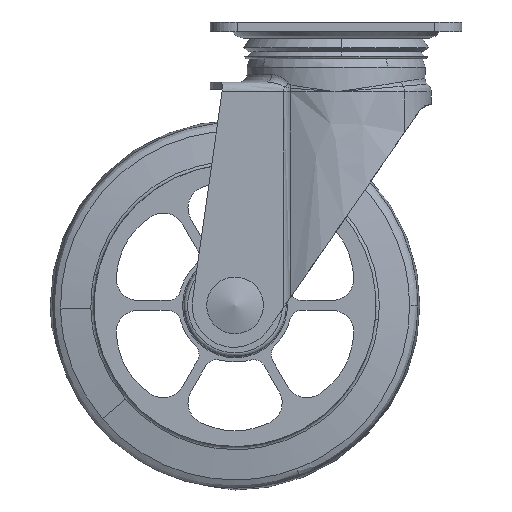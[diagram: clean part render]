
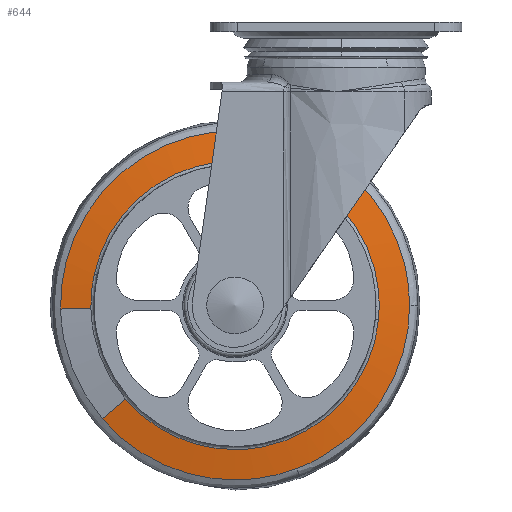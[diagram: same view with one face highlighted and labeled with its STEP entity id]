
A CAD part, front view. The second image highlights one B-rep face of the part: STEP entity #644.
In plain terms, the highlighted free-form (B-spline) face has degree [2, 1] with [9, 2] control points.
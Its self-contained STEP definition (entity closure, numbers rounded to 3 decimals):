
#446=CARTESIAN_POINT('',(-58.193,-16.918,-1.21));
#447=CARTESIAN_POINT('',(-58.766,-16.918,26.354));
#448=CARTESIAN_POINT('',(-37.802,-16.918,44.26));
#449=CARTESIAN_POINT('',(6.458,-16.918,82.061));
#450=CARTESIAN_POINT('',(44.26,-16.918,37.802));
#451=CARTESIAN_POINT('',(82.061,-16.918,-6.458));
#452=CARTESIAN_POINT('',(37.802,-16.918,-44.26));
#453=CARTESIAN_POINT('',(-6.458,-16.918,-82.061));
#454=CARTESIAN_POINT('',(-44.26,-16.918,-37.802));
#455=CARTESIAN_POINT('',(-71.116,-14.903,-1.479));
#456=CARTESIAN_POINT('',(-71.816,-14.903,32.207));
#457=CARTESIAN_POINT('',(-46.196,-14.903,54.089));
#458=CARTESIAN_POINT('',(7.893,-14.903,100.285));
#459=CARTESIAN_POINT('',(54.089,-14.903,46.196));
#460=CARTESIAN_POINT('',(100.285,-14.903,-7.893));
#461=CARTESIAN_POINT('',(46.196,-14.903,-54.089));
#462=CARTESIAN_POINT('',(-7.893,-14.903,-100.285));
#463=CARTESIAN_POINT('',(-54.089,-14.903,-46.196));
#471=(BOUNDED_SURFACE()B_SPLINE_SURFACE(2,1,((#446,#455),(#447,#456),(#448,#457),(#449,#458),(#450,#459),(#451,#460),(#452,#461),(#453,#462),(#454,#463)),.UNSPECIFIED.,.F.,.F.,.U.)B_SPLINE_SURFACE_WITH_KNOTS((3,2,2,2,3),(2,2),(0.0,65.998,183.852,301.706,419.56),(0.0,13.082),.UNSPECIFIED.)GEOMETRIC_REPRESENTATION_ITEM()RATIONAL_B_SPLINE_SURFACE(((0.856,0.856),(0.836,0.836),(1.0,1.0),(0.707,0.707),(1.0,1.0),(0.707,0.707),(1.0,1.0),(0.707,0.707),(1.0,1.0)))REPRESENTATION_ITEM('')SURFACE());
#472=CARTESIAN_POINT('',(-58.501,-16.87,-1.216));
#473=VERTEX_POINT('',#472);
#474=CARTESIAN_POINT('',(-57.15,-16.87,12.555));
#475=VERTEX_POINT('',#474);
#476=CARTESIAN_POINT('',(-58.501,-16.87,-1.216));
#477=CARTESIAN_POINT('',(-58.513,-16.87,-0.608));
#478=CARTESIAN_POINT('',(-58.513,-16.87,0.0));
#479=CARTESIAN_POINT('',(-58.513,-16.87,6.352));
#480=CARTESIAN_POINT('',(-57.15,-16.87,12.555));
#488=(BOUNDED_CURVE()B_SPLINE_CURVE(2,(#476,#477,#478,#479,#480),.UNSPECIFIED.,.F.,.U.)B_SPLINE_CURVE_WITH_KNOTS((3,2,3),(0.746,0.75,0.787),.UNSPECIFIED.)CURVE()GEOMETRIC_REPRESENTATION_ITEM()RATIONAL_B_SPLINE_CURVE((0.992,0.996,1.0,0.957,0.927))REPRESENTATION_ITEM(''));
#489=EDGE_CURVE('',#473,#475,#488,.T.);
#490=ORIENTED_EDGE('',*,*,#489,.T.);
#491=CARTESIAN_POINT('',(0.,-16.87,58.513));
#492=VERTEX_POINT('',#491);
#493=CARTESIAN_POINT('',(-57.15,-16.87,12.555));
#494=CARTESIAN_POINT('',(-47.054,-16.87,58.513));
#495=CARTESIAN_POINT('',(0.,-16.87,58.513));
#503=(BOUNDED_CURVE()B_SPLINE_CURVE(2,(#493,#494,#495),.UNSPECIFIED.,.F.,.U.)B_SPLINE_CURVE_WITH_KNOTS((3,3),(0.787,1.0),.UNSPECIFIED.)CURVE()GEOMETRIC_REPRESENTATION_ITEM()RATIONAL_B_SPLINE_CURVE((0.927,0.75,1.0))REPRESENTATION_ITEM(''));
#504=EDGE_CURVE('',#475,#492,#503,.T.);
#505=ORIENTED_EDGE('',*,*,#504,.T.);
#506=CARTESIAN_POINT('',(58.218,-16.87,-5.872));
#507=VERTEX_POINT('',#506);
#508=CARTESIAN_POINT('',(0.,-16.87,58.513));
#509=CARTESIAN_POINT('',(58.513,-16.87,58.513));
#510=CARTESIAN_POINT('',(58.513,-16.87,0.0));
#511=CARTESIAN_POINT('',(58.513,-16.87,-2.944));
#512=CARTESIAN_POINT('',(58.218,-16.87,-5.872));
#520=(BOUNDED_CURVE()B_SPLINE_CURVE(2,(#508,#509,#510,#511,#512),.UNSPECIFIED.,.F.,.U.)B_SPLINE_CURVE_WITH_KNOTS((3,2,3),(0.0,0.25,0.267),.UNSPECIFIED.)CURVE()GEOMETRIC_REPRESENTATION_ITEM()RATIONAL_B_SPLINE_CURVE((1.0,0.707,1.0,0.98,0.962))REPRESENTATION_ITEM(''));
#521=EDGE_CURVE('',#492,#507,#520,.T.);
#522=ORIENTED_EDGE('',*,*,#521,.T.);
#523=CARTESIAN_POINT('',(0.,-16.87,-58.513));
#524=VERTEX_POINT('',#523);
#525=CARTESIAN_POINT('',(58.218,-16.87,-5.872));
#526=CARTESIAN_POINT('',(52.908,-16.87,-58.513));
#527=CARTESIAN_POINT('',(0.,-16.87,-58.513));
#535=(BOUNDED_CURVE()B_SPLINE_CURVE(2,(#525,#526,#527),.UNSPECIFIED.,.F.,.U.)B_SPLINE_CURVE_WITH_KNOTS((3,3),(0.267,0.5),.UNSPECIFIED.)CURVE()GEOMETRIC_REPRESENTATION_ITEM()RATIONAL_B_SPLINE_CURVE((0.962,0.728,1.0))REPRESENTATION_ITEM(''));
#536=EDGE_CURVE('',#507,#524,#535,.T.);
#537=ORIENTED_EDGE('',*,*,#536,.T.);
#538=CARTESIAN_POINT('',(-44.494,-16.87,-38.001));
#539=VERTEX_POINT('',#538);
#540=CARTESIAN_POINT('',(0.,-16.87,-58.513));
#541=CARTESIAN_POINT('',(-26.975,-16.87,-58.513));
#542=CARTESIAN_POINT('',(-44.494,-16.87,-38.001));
#550=(BOUNDED_CURVE()B_SPLINE_CURVE(2,(#540,#541,#542),.UNSPECIFIED.,.F.,.U.)B_SPLINE_CURVE_WITH_KNOTS((3,3),(0.5,0.637),.UNSPECIFIED.)CURVE()GEOMETRIC_REPRESENTATION_ITEM()RATIONAL_B_SPLINE_CURVE((1.0,0.84,0.855))REPRESENTATION_ITEM(''));
#551=EDGE_CURVE('',#524,#539,#550,.T.);
#552=ORIENTED_EDGE('',*,*,#551,.T.);
#553=CARTESIAN_POINT('',(-53.849,-14.952,-45.991));
#554=VERTEX_POINT('',#553);
#555=CARTESIAN_POINT('',(-44.494,-16.87,-38.001));
#556=CARTESIAN_POINT('',(-53.849,-14.952,-45.991));
#557=QUASI_UNIFORM_CURVE('',1,(#555,#556),.UNSPECIFIED.,.F.,.U.);
#558=EDGE_CURVE('',#539,#554,#557,.T.);
#559=ORIENTED_EDGE('',*,*,#558,.T.);
#560=CARTESIAN_POINT('',(0.,-14.952,-70.816));
#561=VERTEX_POINT('',#560);
#562=CARTESIAN_POINT('',(0.,-14.952,-70.816));
#563=CARTESIAN_POINT('',(-32.647,-14.952,-70.816));
#564=CARTESIAN_POINT('',(-53.849,-14.952,-45.991));
#572=(BOUNDED_CURVE()B_SPLINE_CURVE(2,(#562,#563,#564),.UNSPECIFIED.,.F.,.U.)B_SPLINE_CURVE_WITH_KNOTS((3,3),(0.5,0.637),.UNSPECIFIED.)CURVE()GEOMETRIC_REPRESENTATION_ITEM()RATIONAL_B_SPLINE_CURVE((1.0,0.84,0.855))REPRESENTATION_ITEM(''));
#573=EDGE_CURVE('',#561,#554,#572,.T.);
#574=ORIENTED_EDGE('',*,*,#573,.F.);
#575=CARTESIAN_POINT('',(25.019,-14.952,-66.249));
#576=VERTEX_POINT('',#575);
#577=CARTESIAN_POINT('',(25.019,-14.952,-66.249));
#578=CARTESIAN_POINT('',(12.927,-14.952,-70.816));
#579=CARTESIAN_POINT('',(0.,-14.952,-70.816));
#587=(BOUNDED_CURVE()B_SPLINE_CURVE(2,(#577,#578,#579),.UNSPECIFIED.,.F.,.U.)B_SPLINE_CURVE_WITH_KNOTS((3,3),(0.44,0.5),.UNSPECIFIED.)CURVE()GEOMETRIC_REPRESENTATION_ITEM()RATIONAL_B_SPLINE_CURVE((0.893,0.93,1.0))REPRESENTATION_ITEM(''));
#588=EDGE_CURVE('',#576,#561,#587,.T.);
#589=ORIENTED_EDGE('',*,*,#588,.F.);
#590=CARTESIAN_POINT('',(70.816,-14.952,0.));
#591=VERTEX_POINT('',#590);
#592=CARTESIAN_POINT('',(70.816,-14.952,0.));
#593=CARTESIAN_POINT('',(70.816,-14.952,-48.954));
#594=CARTESIAN_POINT('',(25.019,-14.952,-66.249));
#602=(BOUNDED_CURVE()B_SPLINE_CURVE(2,(#592,#593,#594),.UNSPECIFIED.,.F.,.U.)B_SPLINE_CURVE_WITH_KNOTS((3,3),(0.25,0.44),.UNSPECIFIED.)CURVE()GEOMETRIC_REPRESENTATION_ITEM()RATIONAL_B_SPLINE_CURVE((1.,0.777,0.893))REPRESENTATION_ITEM(''));
#603=EDGE_CURVE('',#591,#576,#602,.T.);
#604=ORIENTED_EDGE('',*,*,#603,.F.);
#605=CARTESIAN_POINT('',(0.,-14.952,70.816));
#606=VERTEX_POINT('',#605);
#607=CARTESIAN_POINT('',(0.,-14.952,70.816));
#608=CARTESIAN_POINT('',(70.816,-14.952,70.816));
#609=CARTESIAN_POINT('',(70.816,-14.952,0.));
#617=(BOUNDED_CURVE()B_SPLINE_CURVE(2,(#607,#608,#609),.UNSPECIFIED.,.F.,.U.)B_SPLINE_CURVE_WITH_KNOTS((3,3),(0.0,0.25),.UNSPECIFIED.)CURVE()GEOMETRIC_REPRESENTATION_ITEM()RATIONAL_B_SPLINE_CURVE((1.0,0.707,1.))REPRESENTATION_ITEM(''));
#618=EDGE_CURVE('',#606,#591,#617,.T.);
#619=ORIENTED_EDGE('',*,*,#618,.F.);
#620=CARTESIAN_POINT('',(-70.801,-14.952,-1.472));
#621=VERTEX_POINT('',#620);
#622=CARTESIAN_POINT('',(-70.801,-14.952,-1.472));
#623=CARTESIAN_POINT('',(-70.816,-14.952,-0.736));
#624=CARTESIAN_POINT('',(-70.816,-14.952,0.0));
#625=CARTESIAN_POINT('',(-70.816,-14.952,70.816));
#626=CARTESIAN_POINT('',(0.,-14.952,70.816));
#634=(BOUNDED_CURVE()B_SPLINE_CURVE(2,(#622,#623,#624,#625,#626),.UNSPECIFIED.,.F.,.U.)B_SPLINE_CURVE_WITH_KNOTS((3,2,3),(0.746,0.75,1.0),.UNSPECIFIED.)CURVE()GEOMETRIC_REPRESENTATION_ITEM()RATIONAL_B_SPLINE_CURVE((0.992,0.996,1.0,0.707,1.0))REPRESENTATION_ITEM(''));
#635=EDGE_CURVE('',#621,#606,#634,.T.);
#636=ORIENTED_EDGE('',*,*,#635,.F.);
#637=CARTESIAN_POINT('',(-58.501,-16.87,-1.216));
#638=CARTESIAN_POINT('',(-70.801,-14.952,-1.472));
#639=QUASI_UNIFORM_CURVE('',1,(#637,#638),.UNSPECIFIED.,.F.,.U.);
#640=EDGE_CURVE('',#473,#621,#639,.T.);
#641=ORIENTED_EDGE('',*,*,#640,.F.);
#642=EDGE_LOOP('',(#490,#505,#522,#537,#552,#559,#574,#589,#604,#619,#636,#641));
#643=FACE_OUTER_BOUND('',#642,.T.);
#644=ADVANCED_FACE('',(#643),#471,.T.);
